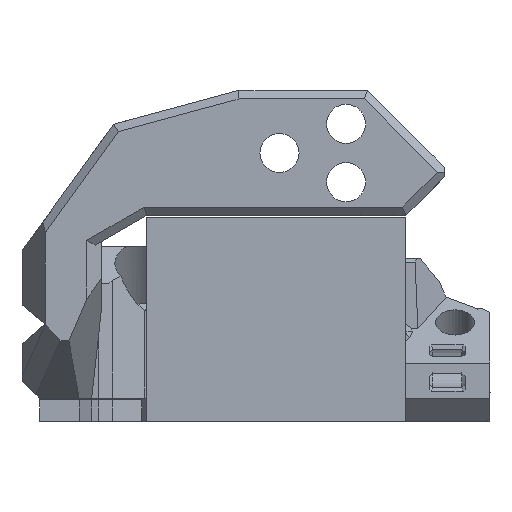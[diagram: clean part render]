
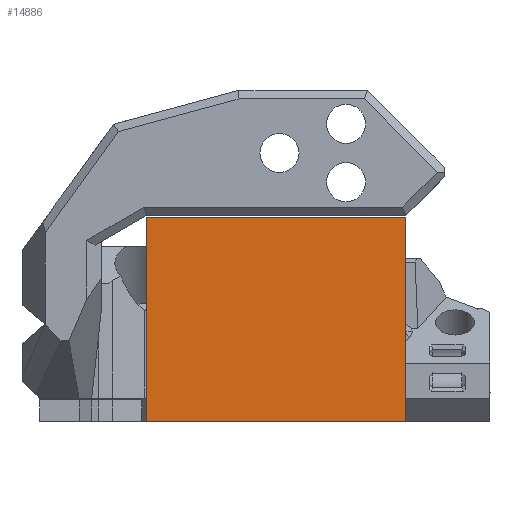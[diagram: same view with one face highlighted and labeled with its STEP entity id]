
A CAD part, front view. The second image highlights one B-rep face of the part: STEP entity #14886.
In plain terms, the highlighted planar face has unit normal (0, -1, 0).
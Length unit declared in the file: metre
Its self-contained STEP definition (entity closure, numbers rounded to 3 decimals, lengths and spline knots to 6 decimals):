
#3732=ORIENTED_EDGE('',*,*,#6508,.T.);
#3733=ORIENTED_EDGE('',*,*,#6509,.F.);
#3734=ORIENTED_EDGE('',*,*,#6510,.F.);
#3735=ORIENTED_EDGE('',*,*,#6511,.T.);
#6508=EDGE_CURVE('',#8151,#8152,#9958,.T.);
#6509=EDGE_CURVE('',#8153,#8152,#9959,.T.);
#6510=EDGE_CURVE('',#8154,#8153,#9960,.T.);
#6511=EDGE_CURVE('',#8154,#8151,#9961,.T.);
#8151=VERTEX_POINT('',#24187);
#8152=VERTEX_POINT('',#24188);
#8153=VERTEX_POINT('',#24190);
#8154=VERTEX_POINT('',#24192);
#9958=LINE('',#24186,#11969);
#9959=LINE('',#24189,#11970);
#9960=LINE('',#24191,#11971);
#9961=LINE('',#24193,#11972);
#11969=VECTOR('',#18824,1.);
#11970=VECTOR('',#18825,1.);
#11971=VECTOR('',#18826,1.);
#11972=VECTOR('',#18827,1.);
#12772=EDGE_LOOP('',(#3732,#3733,#3734,#3735));
#13569=FACE_BOUND('',#12772,.T.);
#14225=PLANE('',#15681);
#14886=ADVANCED_FACE('',(#13569),#14225,.F.);
#15681=AXIS2_PLACEMENT_3D('',#24185,#18822,#18823);
#18822=DIRECTION('',(0.,1.,0.));
#18823=DIRECTION('',(0.,0.,1.));
#18824=DIRECTION('',(-1.,0.,0.));
#18825=DIRECTION('',(0.,0.,1.));
#18826=DIRECTION('',(-1.,0.,0.));
#18827=DIRECTION('',(0.,0.,1.));
#24185=CARTESIAN_POINT('',(-0.005589,-0.038886,0.055462));
#24186=CARTESIAN_POINT('',(-0.005589,-0.038886,0.080029));
#24187=CARTESIAN_POINT('',(0.012792,-0.038886,0.080029));
#24188=CARTESIAN_POINT('',(-0.018384,-0.038886,0.080029));
#24189=CARTESIAN_POINT('',(-0.018384,-0.038886,0.055462));
#24190=CARTESIAN_POINT('',(-0.018384,-0.038886,0.055464));
#24191=CARTESIAN_POINT('',(-0.005589,-0.038886,0.055464));
#24192=CARTESIAN_POINT('',(0.012792,-0.038886,0.055464));
#24193=CARTESIAN_POINT('',(0.012792,-0.038886,0.055462));
